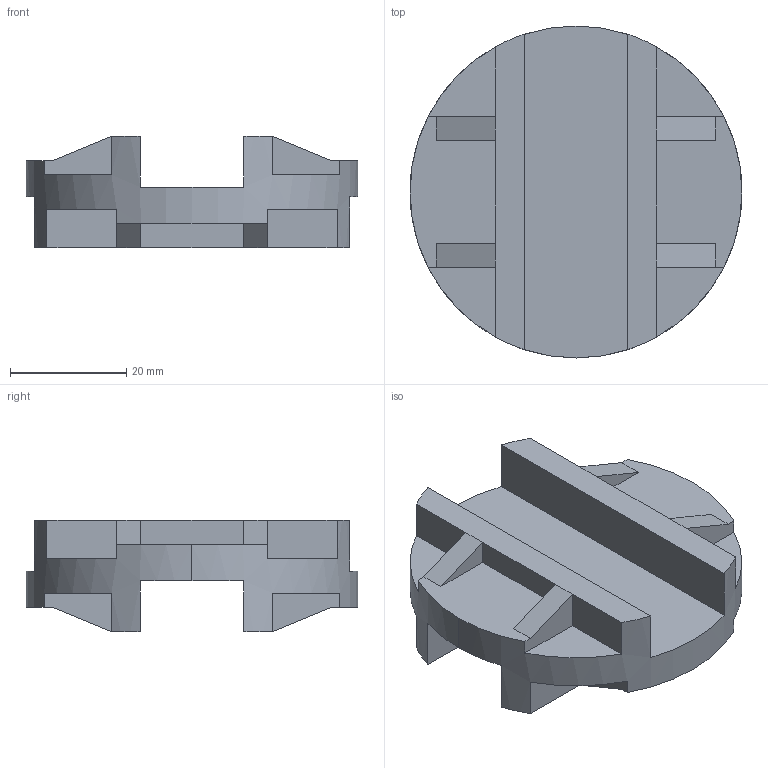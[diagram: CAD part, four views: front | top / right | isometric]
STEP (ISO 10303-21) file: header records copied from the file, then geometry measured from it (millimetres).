
FILE_DESCRIPTION (( 'STEP AP214' ), '1' );
FILE_NAME ('DC-DDS57.STEP', '2015-11-19T18:56:02', ( '' ), ( '' ), 'SwSTEP 2.0', 'SolidWorks 2015', '' );
FILE_SCHEMA (( 'AUTOMOTIVE_DESIGN' ));
Length unit declared in the file: millimetre
Products named in the file (1): DC-DDS57
Bounding box: 57.1 x 57.1 x 19.18 mm (x, y, z)
Volume: 21885 mm3; surface area: 10006.7 mm2
Topology: 1 solids, 1 shells, 60 faces, 166 edges, 108 vertices
Faces by surface type: plane 58, cylinder 2
Entity records: 1928 total; most frequent: CARTESIAN_POINT 335, ORIENTED_EDGE 332, DIRECTION 316, EDGE_CURVE 166, VECTOR 138, LINE 138, VERTEX_POINT 108, AXIS2_PLACEMENT_3D 89
